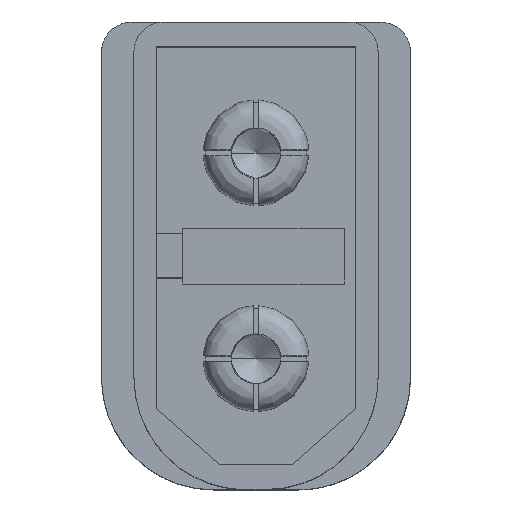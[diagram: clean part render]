
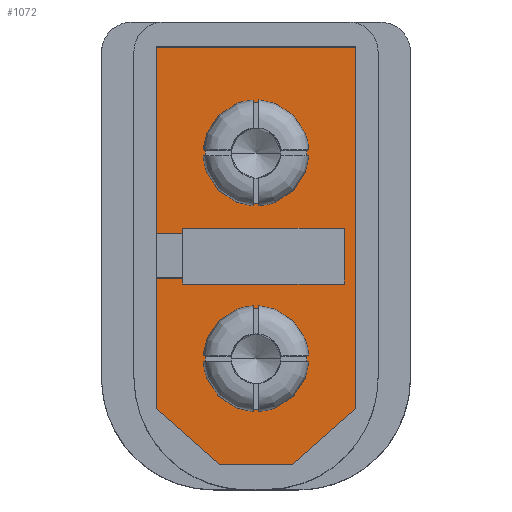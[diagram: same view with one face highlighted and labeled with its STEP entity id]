
A CAD part, top view. The second image highlights one B-rep face of the part: STEP entity #1072.
In plain terms, the highlighted planar face has unit normal (0, 0, 1).
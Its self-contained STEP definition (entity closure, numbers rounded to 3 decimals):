
#1072=ADVANCED_FACE('',(#2642,#2643,#2644),#2645,.T.);
#2642=FACE_OUTER_BOUND('',#9536,.T.);
#2643=FACE_BOUND('',#9537,.T.);
#2644=FACE_BOUND('',#9538,.T.);
#2645=PLANE('',#9539);
#9536=EDGE_LOOP('',(#16928,#16929,#16930,#16931,#16932,#16933,#16934,#16935,#16936,#16937,#16938,#16939,#16940,#16941));
#9537=EDGE_LOOP('',(#16942,#16943));
#9538=EDGE_LOOP('',(#16944,#16945));
#9539=AXIS2_PLACEMENT_3D('',#16946,#16947,#16948);
#16928=ORIENTED_EDGE('',*,*,#20582,.T.);
#16929=ORIENTED_EDGE('',*,*,#20571,.T.);
#16930=ORIENTED_EDGE('',*,*,#20577,.F.);
#16931=ORIENTED_EDGE('',*,*,#20561,.F.);
#16932=ORIENTED_EDGE('',*,*,#20559,.F.);
#16933=ORIENTED_EDGE('',*,*,#20557,.F.);
#16934=ORIENTED_EDGE('',*,*,#20555,.F.);
#16935=ORIENTED_EDGE('',*,*,#20564,.F.);
#16936=ORIENTED_EDGE('',*,*,#20576,.F.);
#16937=ORIENTED_EDGE('',*,*,#20573,.T.);
#16938=ORIENTED_EDGE('',*,*,#20581,.T.);
#16939=ORIENTED_EDGE('',*,*,#20585,.T.);
#16940=ORIENTED_EDGE('',*,*,#20588,.T.);
#16941=ORIENTED_EDGE('',*,*,#20590,.T.);
#16942=ORIENTED_EDGE('',*,*,#20125,.F.);
#16943=ORIENTED_EDGE('',*,*,#20591,.F.);
#16944=ORIENTED_EDGE('',*,*,#20113,.F.);
#16945=ORIENTED_EDGE('',*,*,#20592,.F.);
#16946=CARTESIAN_POINT('',(4.25,-8.875,-0.3));
#16947=DIRECTION('',(0.0,0.0,1.0));
#16948=DIRECTION('',(1.0,0.0,0.0));
#20113=EDGE_CURVE('',#23242,#23238,#23244,.T.);
#20125=EDGE_CURVE('',#23264,#23260,#23266,.T.);
#20555=EDGE_CURVE('',#24071,#24073,#24074,.T.);
#20557=EDGE_CURVE('',#24073,#24076,#24077,.T.);
#20559=EDGE_CURVE('',#24076,#24079,#24080,.T.);
#20561=EDGE_CURVE('',#24079,#24082,#24083,.T.);
#20564=EDGE_CURVE('',#24085,#24071,#24087,.T.);
#20571=EDGE_CURVE('',#24091,#24098,#24100,.T.);
#20573=EDGE_CURVE('',#24103,#24093,#24104,.T.);
#20576=EDGE_CURVE('',#24103,#24085,#24107,.T.);
#20577=EDGE_CURVE('',#24082,#24098,#24108,.T.);
#20581=EDGE_CURVE('',#24093,#24114,#24116,.T.);
#20582=EDGE_CURVE('',#24109,#24091,#24117,.T.);
#20585=EDGE_CURVE('',#24114,#24120,#24122,.T.);
#20588=EDGE_CURVE('',#24120,#24125,#24127,.T.);
#20590=EDGE_CURVE('',#24125,#24109,#24129,.T.);
#20591=EDGE_CURVE('',#23260,#23264,#24130,.T.);
#20592=EDGE_CURVE('',#23238,#23242,#24131,.T.);
#23238=VERTEX_POINT('',#31303);
#23242=VERTEX_POINT('',#31320);
#23244=(B_SPLINE_CURVE(2,(#31324,#31325,#31326,#31327,#31328),.UNSPECIFIED.,.F.,.F.)B_SPLINE_CURVE_WITH_KNOTS((3,2,3),(-17.072,-12.804,-8.536),.UNSPECIFIED.)RATIONAL_B_SPLINE_CURVE((1.0,0.707,1.0,0.707,1.0))BOUNDED_CURVE()REPRESENTATION_ITEM('')GEOMETRIC_REPRESENTATION_ITEM()CURVE());
#23260=VERTEX_POINT('',#31398);
#23264=VERTEX_POINT('',#31415);
#23266=(B_SPLINE_CURVE(2,(#31419,#31420,#31421,#31422,#31423),.UNSPECIFIED.,.F.,.F.)B_SPLINE_CURVE_WITH_KNOTS((3,2,3),(-17.072,-12.804,-8.536),.UNSPECIFIED.)RATIONAL_B_SPLINE_CURVE((1.0,0.707,1.0,0.707,1.0))BOUNDED_CURVE()REPRESENTATION_ITEM('')GEOMETRIC_REPRESENTATION_ITEM()CURVE());
#24071=VERTEX_POINT('',#34002);
#24073=VERTEX_POINT('',#34005);
#24074=B_SPLINE_CURVE_WITH_KNOTS('',1,(#34006,#34007),.UNSPECIFIED.,.F.,.F.,(2,2),(-56.425,-44.125),.UNSPECIFIED.);
#24076=VERTEX_POINT('',#34010);
#24077=B_SPLINE_CURVE_WITH_KNOTS('',1,(#34011,#34012),.UNSPECIFIED.,.F.,.F.,(2,2),(-44.125,-41.256),.UNSPECIFIED.);
#24079=VERTEX_POINT('',#34015);
#24080=B_SPLINE_CURVE_WITH_KNOTS('',1,(#34016,#34017),.UNSPECIFIED.,.F.,.F.,(2,2),(-41.256,-38.756),.UNSPECIFIED.);
#24082=VERTEX_POINT('',#34020);
#24083=B_SPLINE_CURVE_WITH_KNOTS('',1,(#34021,#34022),.UNSPECIFIED.,.F.,.F.,(2,2),(-38.756,-35.887),.UNSPECIFIED.);
#24085=VERTEX_POINT('',#34025);
#24087=B_SPLINE_CURVE_WITH_KNOTS('',1,(#34028,#34029),.UNSPECIFIED.,.F.,.F.,(2,2),(-23.587,-16.787),.UNSPECIFIED.);
#24091=VERTEX_POINT('',#34034);
#24093=VERTEX_POINT('',#34037);
#24098=VERTEX_POINT('',#34045);
#24100=B_SPLINE_CURVE_WITH_KNOTS('',1,(#34048,#34049),.UNSPECIFIED.,.F.,.F.,(2,2),(-3.0,-2.0),.UNSPECIFIED.);
#24103=VERTEX_POINT('',#34053);
#24104=B_SPLINE_CURVE_WITH_KNOTS('',1,(#34054,#34055),.UNSPECIFIED.,.F.,.F.,(2,2),(-1.0,0.),.UNSPECIFIED.);
#24107=B_SPLINE_CURVE_WITH_KNOTS('',1,(#34060,#34061),.UNSPECIFIED.,.F.,.F.,(2,2),(-29.937,-23.587),.UNSPECIFIED.);
#24108=B_SPLINE_CURVE_WITH_KNOTS('',1,(#34062,#34063),.UNSPECIFIED.,.F.,.F.,(2,2),(-35.887,-31.437),.UNSPECIFIED.);
#24109=VERTEX_POINT('',#34064);
#24114=VERTEX_POINT('',#34071);
#24116=B_SPLINE_CURVE_WITH_KNOTS('',1,(#34074,#34075),.UNSPECIFIED.,.F.,.F.,(2,2),(-13.1,-12.9),.UNSPECIFIED.);
#24117=B_SPLINE_CURVE_WITH_KNOTS('',1,(#34076,#34077),.UNSPECIFIED.,.F.,.F.,(2,2),(-14.8,-14.6),.UNSPECIFIED.);
#24120=VERTEX_POINT('',#34081);
#24122=B_SPLINE_CURVE_WITH_KNOTS('',1,(#34084,#34085),.UNSPECIFIED.,.F.,.F.,(2,2),(-12.9,-7.4),.UNSPECIFIED.);
#24125=VERTEX_POINT('',#34089);
#24127=B_SPLINE_CURVE_WITH_KNOTS('',1,(#34092,#34093),.UNSPECIFIED.,.F.,.F.,(2,2),(-7.4,-5.5),.UNSPECIFIED.);
#24129=B_SPLINE_CURVE_WITH_KNOTS('',1,(#34096,#34097),.UNSPECIFIED.,.F.,.F.,(2,2),(-5.5,0.0),.UNSPECIFIED.);
#24130=(B_SPLINE_CURVE(2,(#34099,#34100,#34101,#34102,#34103),.UNSPECIFIED.,.F.,.F.)B_SPLINE_CURVE_WITH_KNOTS((3,2,3),(-8.536,-4.268,0.0),.UNSPECIFIED.)RATIONAL_B_SPLINE_CURVE((1.0,0.707,1.0,0.707,1.0))BOUNDED_CURVE()REPRESENTATION_ITEM('')GEOMETRIC_REPRESENTATION_ITEM()CURVE());
#24131=(B_SPLINE_CURVE(2,(#34111,#34112,#34113,#34114,#34115),.UNSPECIFIED.,.F.,.F.)B_SPLINE_CURVE_WITH_KNOTS((3,2,3),(-8.536,-4.268,0.0),.UNSPECIFIED.)RATIONAL_B_SPLINE_CURVE((1.0,0.707,1.0,0.707,1.0))BOUNDED_CURVE()REPRESENTATION_ITEM('')GEOMETRIC_REPRESENTATION_ITEM()CURVE());
#31303=CARTESIAN_POINT('',(-1.711,3.5,-0.3));
#31320=CARTESIAN_POINT('',(1.711,3.5,-0.3));
#31324=CARTESIAN_POINT('',(1.711,3.5,-0.3));
#31325=CARTESIAN_POINT('',(1.711,5.211,-0.3));
#31326=CARTESIAN_POINT('',(0.,5.211,-0.3));
#31327=CARTESIAN_POINT('',(-1.711,5.211,-0.3));
#31328=CARTESIAN_POINT('',(-1.711,3.5,-0.3));
#31398=CARTESIAN_POINT('',(-1.711,-3.5,-0.3));
#31415=CARTESIAN_POINT('',(1.711,-3.5,-0.3));
#31419=CARTESIAN_POINT('',(1.711,-3.5,-0.3));
#31420=CARTESIAN_POINT('',(1.711,-1.789,-0.3));
#31421=CARTESIAN_POINT('',(0.,-1.789,-0.3));
#31422=CARTESIAN_POINT('',(-1.711,-1.789,-0.3));
#31423=CARTESIAN_POINT('',(-1.711,-3.5,-0.3));
#34002=CARTESIAN_POINT('',(3.4,7.1,-0.3));
#34005=CARTESIAN_POINT('',(3.4,-5.2,-0.3));
#34006=CARTESIAN_POINT('',(3.4,7.1,-0.3));
#34007=CARTESIAN_POINT('',(3.4,-5.2,-0.3));
#34010=CARTESIAN_POINT('',(1.25,-7.1,-0.3));
#34011=CARTESIAN_POINT('',(3.4,-5.2,-0.3));
#34012=CARTESIAN_POINT('',(1.25,-7.1,-0.3));
#34015=CARTESIAN_POINT('',(-1.25,-7.1,-0.3));
#34016=CARTESIAN_POINT('',(1.25,-7.1,-0.3));
#34017=CARTESIAN_POINT('',(-1.25,-7.1,-0.3));
#34020=CARTESIAN_POINT('',(-3.4,-5.2,-0.3));
#34021=CARTESIAN_POINT('',(-1.25,-7.1,-0.3));
#34022=CARTESIAN_POINT('',(-3.4,-5.2,-0.3));
#34025=CARTESIAN_POINT('',(-3.4,7.1,-0.3));
#34028=CARTESIAN_POINT('',(-3.4,7.1,-0.3));
#34029=CARTESIAN_POINT('',(3.4,7.1,-0.3));
#34034=CARTESIAN_POINT('',(-2.5,-0.75,-0.3));
#34037=CARTESIAN_POINT('',(-2.5,0.75,-0.3));
#34045=CARTESIAN_POINT('',(-3.4,-0.75,-0.3));
#34048=CARTESIAN_POINT('',(-2.5,-0.75,-0.3));
#34049=CARTESIAN_POINT('',(-3.4,-0.75,-0.3));
#34053=CARTESIAN_POINT('',(-3.4,0.75,-0.3));
#34054=CARTESIAN_POINT('',(-3.4,0.75,-0.3));
#34055=CARTESIAN_POINT('',(-2.5,0.75,-0.3));
#34060=CARTESIAN_POINT('',(-3.4,0.75,-0.3));
#34061=CARTESIAN_POINT('',(-3.4,7.1,-0.3));
#34062=CARTESIAN_POINT('',(-3.4,-5.2,-0.3));
#34063=CARTESIAN_POINT('',(-3.4,-0.75,-0.3));
#34064=CARTESIAN_POINT('',(-2.5,-0.95,-0.3));
#34071=CARTESIAN_POINT('',(-2.5,0.95,-0.3));
#34074=CARTESIAN_POINT('',(-2.5,0.75,-0.3));
#34075=CARTESIAN_POINT('',(-2.5,0.95,-0.3));
#34076=CARTESIAN_POINT('',(-2.5,-0.95,-0.3));
#34077=CARTESIAN_POINT('',(-2.5,-0.75,-0.3));
#34081=CARTESIAN_POINT('',(3.,0.95,-0.3));
#34084=CARTESIAN_POINT('',(-2.5,0.95,-0.3));
#34085=CARTESIAN_POINT('',(3.,0.95,-0.3));
#34089=CARTESIAN_POINT('',(3.,-0.95,-0.3));
#34092=CARTESIAN_POINT('',(3.,0.95,-0.3));
#34093=CARTESIAN_POINT('',(3.,-0.95,-0.3));
#34096=CARTESIAN_POINT('',(3.,-0.95,-0.3));
#34097=CARTESIAN_POINT('',(-2.5,-0.95,-0.3));
#34099=CARTESIAN_POINT('',(-1.711,-3.5,-0.3));
#34100=CARTESIAN_POINT('',(-1.711,-5.211,-0.3));
#34101=CARTESIAN_POINT('',(0.,-5.211,-0.3));
#34102=CARTESIAN_POINT('',(1.711,-5.211,-0.3));
#34103=CARTESIAN_POINT('',(1.711,-3.5,-0.3));
#34111=CARTESIAN_POINT('',(-1.711,3.5,-0.3));
#34112=CARTESIAN_POINT('',(-1.711,1.789,-0.3));
#34113=CARTESIAN_POINT('',(0.,1.789,-0.3));
#34114=CARTESIAN_POINT('',(1.711,1.789,-0.3));
#34115=CARTESIAN_POINT('',(1.711,3.5,-0.3));
